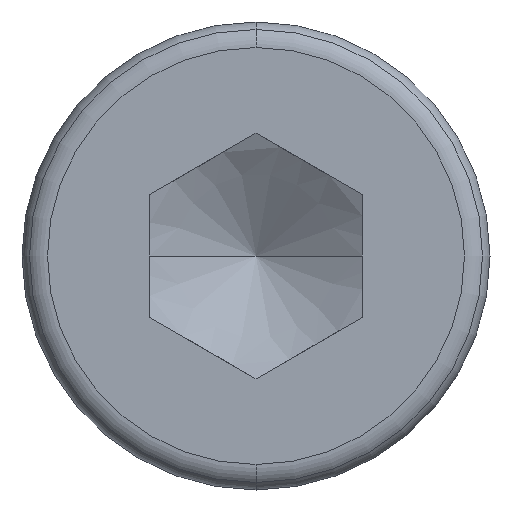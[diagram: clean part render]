
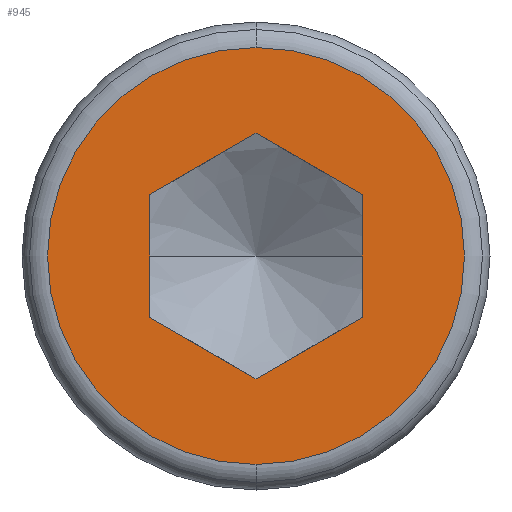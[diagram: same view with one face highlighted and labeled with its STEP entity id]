
A CAD part, left-side view. The second image highlights one B-rep face of the part: STEP entity #945.
In plain terms, the highlighted planar face has unit normal (-1, 0, 0).
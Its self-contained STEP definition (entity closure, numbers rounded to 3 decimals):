
#374=DIRECTION('',(0.,0.,1.));
#375=VECTOR('',#374,1.443);
#376=CARTESIAN_POINT('',(-3.,1.25,-0.722));
#377=LINE('',#376,#375);
#381=DIRECTION('',(0.,0.866,0.5));
#382=VECTOR('',#381,1.443);
#383=CARTESIAN_POINT('',(-3.,0.,-1.443));
#384=LINE('',#383,#382);
#388=DIRECTION('',(0.,0.866,-0.5));
#389=VECTOR('',#388,1.443);
#390=CARTESIAN_POINT('',(-3.,-1.25,-0.722));
#391=LINE('',#390,#389);
#395=DIRECTION('',(0.,0.,-1.));
#396=VECTOR('',#395,1.443);
#397=CARTESIAN_POINT('',(-3.,-1.25,0.722));
#398=LINE('',#397,#396);
#402=DIRECTION('',(0.,-0.866,-0.5));
#403=VECTOR('',#402,1.443);
#404=CARTESIAN_POINT('',(-3.,0.,1.443));
#405=LINE('',#404,#403);
#409=DIRECTION('',(0.,-0.866,0.5));
#410=VECTOR('',#409,1.443);
#411=CARTESIAN_POINT('',(-3.,1.25,0.722));
#412=LINE('',#411,#410);
#416=CARTESIAN_POINT('',(-3.,0.,0.));
#417=DIRECTION('',(-1.,0.,0.));
#418=DIRECTION('',(0.,-1.,0.));
#419=AXIS2_PLACEMENT_3D('',#416,#417,#418);
#424=CARTESIAN_POINT('',(-3.,0.,0.));
#425=DIRECTION('',(-1.,0.,0.));
#426=DIRECTION('',(0.,0.,-1.));
#427=AXIS2_PLACEMENT_3D('',#424,#425,#426);
#432=CARTESIAN_POINT('',(-3.,0.,0.));
#433=DIRECTION('',(-1.,0.,0.));
#434=DIRECTION('',(0.,1.,0.));
#435=AXIS2_PLACEMENT_3D('',#432,#433,#434);
#440=CARTESIAN_POINT('',(-3.,0.,0.));
#441=DIRECTION('',(-1.,0.,0.));
#442=DIRECTION('',(0.,0.,1.));
#443=AXIS2_PLACEMENT_3D('',#440,#441,#442);
#628=CARTESIAN_POINT('',(-3.,1.25,-0.722));
#629=CARTESIAN_POINT('',(-3.,1.25,0.722));
#630=VERTEX_POINT('',#628);
#631=VERTEX_POINT('',#629);
#632=CARTESIAN_POINT('',(-3.,0.,1.443));
#633=VERTEX_POINT('',#632);
#634=CARTESIAN_POINT('',(-3.,0.,-1.443));
#635=VERTEX_POINT('',#634);
#636=CARTESIAN_POINT('',(-3.,-1.25,0.722));
#637=VERTEX_POINT('',#636);
#638=CARTESIAN_POINT('',(-3.,-1.25,-0.722));
#639=VERTEX_POINT('',#638);
#680=CARTESIAN_POINT('',(-3.,0.,-2.45));
#682=VERTEX_POINT('',#680);
#686=CARTESIAN_POINT('',(-3.,0.,2.45));
#687=VERTEX_POINT('',#686);
#692=CARTESIAN_POINT('',(-3.,2.45,0.));
#693=VERTEX_POINT('',#692);
#694=CARTESIAN_POINT('',(-3.,-2.45,0.));
#695=VERTEX_POINT('',#694);
#918=CARTESIAN_POINT('',(-3.,2.097,0.));
#919=DIRECTION('',(-1.,0.,0.));
#920=DIRECTION('',(0.,0.,1.));
#921=AXIS2_PLACEMENT_3D('',#918,#919,#920);
#922=PLANE('',#921);
#923=ORIENTED_EDGE('',*,*,#908,.F.);
#924=ORIENTED_EDGE('',*,*,#906,.F.);
#926=ORIENTED_EDGE('',*,*,#925,.F.);
#928=ORIENTED_EDGE('',*,*,#927,.F.);
#929=EDGE_LOOP('',(#923,#924,#926,#928));
#930=FACE_OUTER_BOUND('',#929,.F.);
#932=ORIENTED_EDGE('',*,*,#931,.F.);
#934=ORIENTED_EDGE('',*,*,#933,.F.);
#936=ORIENTED_EDGE('',*,*,#935,.F.);
#938=ORIENTED_EDGE('',*,*,#937,.F.);
#940=ORIENTED_EDGE('',*,*,#939,.F.);
#942=ORIENTED_EDGE('',*,*,#941,.F.);
#943=EDGE_LOOP('',(#932,#934,#936,#938,#940,#942));
#944=FACE_BOUND('',#943,.F.);
#420=CIRCLE('',#419,2.45);
#428=CIRCLE('',#427,2.45);
#436=CIRCLE('',#435,2.45);
#444=CIRCLE('',#443,2.45);
#906=EDGE_CURVE('',#682,#695,#428,.T.);
#908=EDGE_CURVE('',#695,#687,#420,.T.);
#925=EDGE_CURVE('',#693,#682,#436,.T.);
#927=EDGE_CURVE('',#687,#693,#444,.T.);
#931=EDGE_CURVE('',#630,#631,#377,.T.);
#933=EDGE_CURVE('',#635,#630,#384,.T.);
#935=EDGE_CURVE('',#639,#635,#391,.T.);
#937=EDGE_CURVE('',#637,#639,#398,.T.);
#939=EDGE_CURVE('',#633,#637,#405,.T.);
#941=EDGE_CURVE('',#631,#633,#412,.T.);
#945=ADVANCED_FACE('',(#930,#944),#922,.T.);
